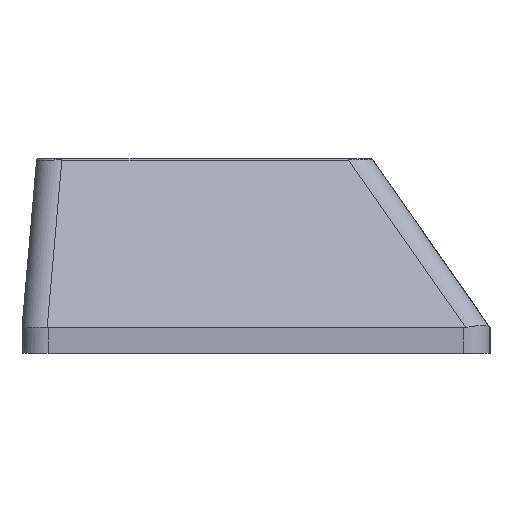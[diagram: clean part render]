
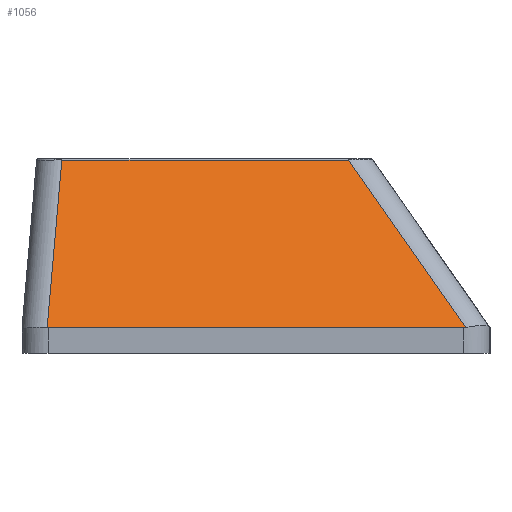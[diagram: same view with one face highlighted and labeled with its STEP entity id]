
A CAD part, left-side view. The second image highlights one B-rep face of the part: STEP entity #1056.
In plain terms, the highlighted planar face has unit normal (-0.906, 0, 0.423).
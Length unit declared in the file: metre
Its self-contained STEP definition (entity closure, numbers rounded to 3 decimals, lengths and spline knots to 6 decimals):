
#19=PLANE('',#1147);
#79=ELLIPSE('',#1148,0.002366,0.001);
#80=ELLIPSE('',#1149,0.002366,0.001);
#154=ORIENTED_EDGE('',*,*,#474,.T.);
#155=ORIENTED_EDGE('',*,*,#475,.T.);
#156=ORIENTED_EDGE('',*,*,#476,.T.);
#157=ORIENTED_EDGE('',*,*,#477,.T.);
#158=ORIENTED_EDGE('',*,*,#478,.F.);
#159=ORIENTED_EDGE('',*,*,#479,.T.);
#474=EDGE_CURVE('',#634,#635,#718,.F.);
#475=EDGE_CURVE('',#635,#636,#719,.T.);
#476=EDGE_CURVE('',#636,#637,#720,.F.);
#477=EDGE_CURVE('',#637,#638,#79,.T.);
#478=EDGE_CURVE('',#639,#638,#721,.T.);
#479=EDGE_CURVE('',#639,#634,#80,.T.);
#634=VERTEX_POINT('',#1620);
#635=VERTEX_POINT('',#1621);
#636=VERTEX_POINT('',#1623);
#637=VERTEX_POINT('',#1625);
#638=VERTEX_POINT('',#1627);
#639=VERTEX_POINT('',#1629);
#718=LINE('',#1619,#822);
#719=LINE('',#1622,#823);
#720=LINE('',#1624,#824);
#721=LINE('',#1628,#825);
#822=VECTOR('',#1285,1.);
#823=VECTOR('',#1286,1.);
#824=VECTOR('',#1287,1.);
#825=VECTOR('',#1290,1.);
#912=EDGE_LOOP('',(#154,#155,#156,#157,#158,#159));
#978=FACE_BOUND('',#912,.T.);
#1056=ADVANCED_FACE('',(#978),#19,.T.);
#1147=AXIS2_PLACEMENT_3D('',#1618,#1283,#1284);
#1148=AXIS2_PLACEMENT_3D('',#1626,#1288,#1289);
#1149=AXIS2_PLACEMENT_3D('',#1630,#1291,#1292);
#1283=DIRECTION('',(-0.906,0.,0.423));
#1284=DIRECTION('',(0.423,0.,0.906));
#1285=DIRECTION('',(-0.357,-0.536,-0.765));
#1286=DIRECTION('',(0.,1.,0.));
#1287=DIRECTION('',(0.421,-0.079,0.903));
#1288=DIRECTION('',(-0.906,0.,0.423));
#1289=DIRECTION('',(-0.423,0.,-0.906));
#1290=DIRECTION('',(0.,1.,0.));
#1291=DIRECTION('',(-0.906,0.,0.423));
#1292=DIRECTION('',(0.423,0.,0.906));
#1618=CARTESIAN_POINT('',(-0.040822,-0.009,0.00425));
#1619=CARTESIAN_POINT('',(-0.039483,-0.003789,0.007121));
#1620=CARTESIAN_POINT('',(-0.042335,-0.008071,0.001005));
#1621=CARTESIAN_POINT('',(-0.039333,-0.003564,0.007442));
#1622=CARTESIAN_POINT('',(-0.039333,-0.009,0.007442));
#1623=CARTESIAN_POINT('',(-0.039333,0.00747,0.007442));
#1624=CARTESIAN_POINT('',(-0.04237,0.008039,0.000931));
#1625=CARTESIAN_POINT('',(-0.042337,0.008033,0.001001));
#1626=CARTESIAN_POINT('',(-0.041338,0.008,0.003145));
#1627=CARTESIAN_POINT('',(-0.042338,0.008,0.001));
#1628=CARTESIAN_POINT('',(-0.042338,-0.009,0.001));
#1629=CARTESIAN_POINT('',(-0.042338,-0.008,0.001));
#1630=CARTESIAN_POINT('',(-0.041338,-0.008,0.003145));
